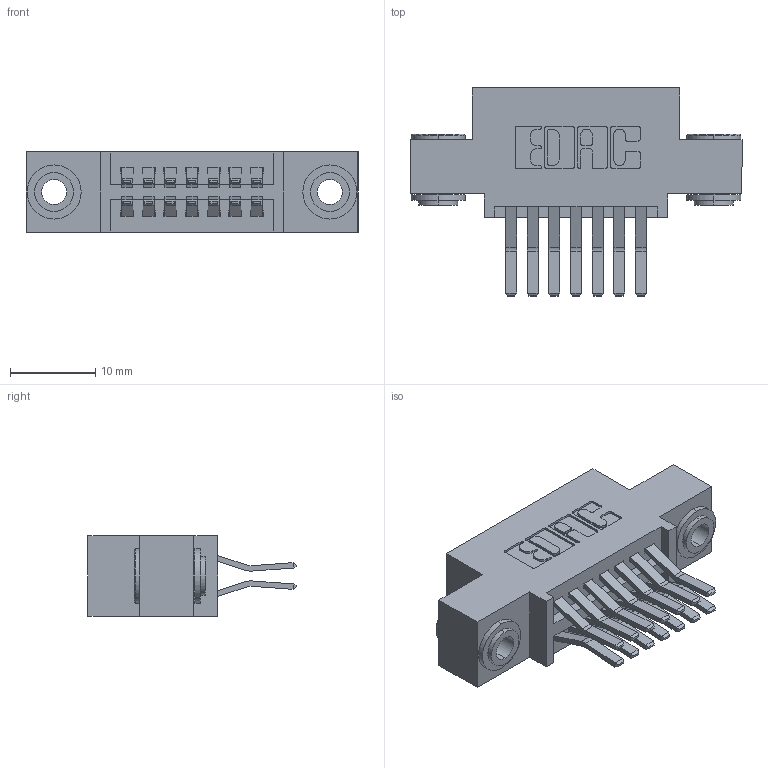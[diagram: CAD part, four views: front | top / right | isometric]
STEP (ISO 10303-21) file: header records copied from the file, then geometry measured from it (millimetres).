
FILE_DESCRIPTION (( 'STEP AP203' ), '1' );
FILE_NAME ('345-014-560-503.STEP', '2019-10-26T19:36:34', ( '' ), ( '' ), 'SwSTEP 2.0', 'SolidWorks 2016', '' );
FILE_SCHEMA (( 'CONFIG_CONTROL_DESIGN' ));
Length unit declared in the file: inch
Products named in the file (4): 345 Part_0.110 Offset - 0.156 Dia-TH; 345-250-002_345-250-002-102; 345-292-001_560 Tail; 345-014-560-503
Assembly tree (17 placements, depth 2):
  345-014-560-503
    345 Part_0.110 Offset - 0.156 Dia-TH
    345-292-001_560 Tail  x14
    345-250-002_345-250-002-102  x2
Bounding box: 38.99 x 24.45 x 9.4 mm (x, y, z)
Volume: 3500.3 mm3; surface area: 5030 mm2
Topology: 17 solids, 17 shells, 896 faces, 2599 edges, 1710 vertices
Faces by surface type: plane 556, cylinder 332, cone 8
Entity records: 11074 total; most frequent: CARTESIAN_POINT 1867, ORIENTED_EDGE 1794, DIRECTION 1723, EDGE_CURVE 897, LINE 709, VECTOR 709, VERTEX_POINT 594, AXIS2_PLACEMENT_3D 507
